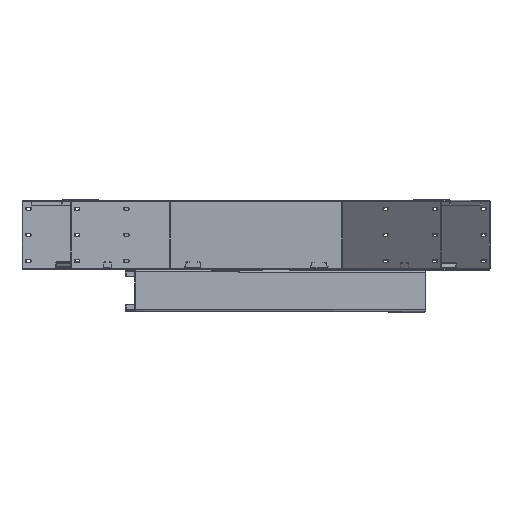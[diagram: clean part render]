
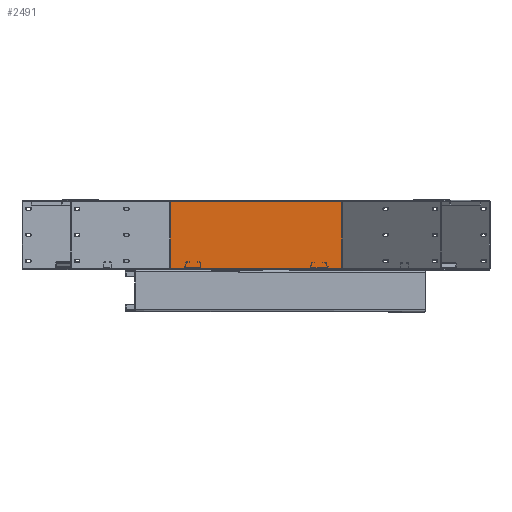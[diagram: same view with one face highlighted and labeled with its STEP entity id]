
A CAD part, top view. The second image highlights one B-rep face of the part: STEP entity #2491.
In plain terms, the highlighted planar face has unit normal (0, 0, 1).
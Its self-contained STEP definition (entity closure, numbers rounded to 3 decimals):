
#295=DIRECTION('',(0.,-1.,0.));
#296=VECTOR('',#295,192.);
#297=CARTESIAN_POINT('',(246.866,196.,0.));
#298=LINE('',#297,#296);
#307=DIRECTION('',(0.,1.,0.));
#308=VECTOR('',#307,192.);
#309=CARTESIAN_POINT('',(-246.866,4.,0.));
#310=LINE('',#309,#308);
#669=DIRECTION('',(-1.,0.,0.));
#670=VECTOR('',#669,493.732);
#671=CARTESIAN_POINT('',(246.866,4.,0.));
#672=LINE('',#671,#670);
#1195=DIRECTION('',(1.,0.,0.));
#1196=VECTOR('',#1195,493.732);
#1197=CARTESIAN_POINT('',(-246.866,196.,0.));
#1198=LINE('',#1197,#1196);
#1791=CARTESIAN_POINT('',(246.866,196.,0.));
#1792=VERTEX_POINT('',#1791);
#1795=CARTESIAN_POINT('',(-246.866,196.,0.));
#1796=VERTEX_POINT('',#1795);
#2005=CARTESIAN_POINT('',(-246.866,4.,0.));
#2006=VERTEX_POINT('',#2005);
#2007=CARTESIAN_POINT('',(246.866,4.,0.));
#2008=VERTEX_POINT('',#2007);
#2477=CARTESIAN_POINT('',(247.487,200.,0.));
#2478=DIRECTION('',(0.,0.,1.));
#2479=DIRECTION('',(1.,0.,0.));
#2480=AXIS2_PLACEMENT_3D('',#2477,#2478,#2479);
#2481=PLANE('',#2480);
#2483=ORIENTED_EDGE('',*,*,#2482,.T.);
#2485=ORIENTED_EDGE('',*,*,#2484,.T.);
#2486=ORIENTED_EDGE('',*,*,#2467,.T.);
#2488=ORIENTED_EDGE('',*,*,#2487,.T.);
#2489=EDGE_LOOP('',(#2483,#2485,#2486,#2488));
#2490=FACE_OUTER_BOUND('',#2489,.F.);
#2491=ADVANCED_FACE('',(#2490),#2481,.T.);
#2467=EDGE_CURVE('',#1792,#2008,#298,.T.);
#2482=EDGE_CURVE('',#2006,#1796,#310,.T.);
#2484=EDGE_CURVE('',#1796,#1792,#1198,.T.);
#2487=EDGE_CURVE('',#2008,#2006,#672,.T.);
